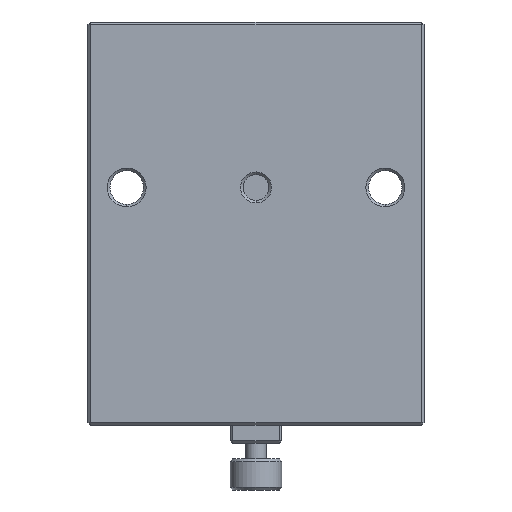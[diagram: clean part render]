
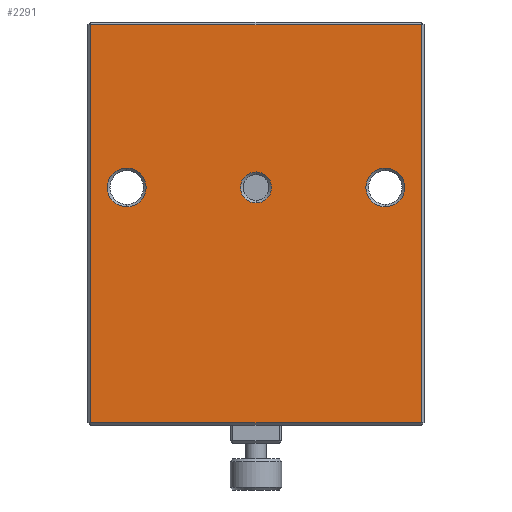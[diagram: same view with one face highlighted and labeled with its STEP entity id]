
A CAD part, front view. The second image highlights one B-rep face of the part: STEP entity #2291.
In plain terms, the highlighted planar face has unit normal (0, -1, 0).
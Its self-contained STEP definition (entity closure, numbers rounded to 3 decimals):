
#7 = CARTESIAN_POINT ( 'NONE',  ( -32.5, 0., 39. ) ) ;
#11 = DIRECTION ( 'NONE',  ( 0., 0., -1. ) ) ;
#77 = DIRECTION ( 'NONE',  ( 0., 1., 0. ) ) ;
#115 = CARTESIAN_POINT ( 'NONE',  ( 25., 0., 10.75 ) ) ;
#142 = AXIS2_PLACEMENT_3D ( 'NONE', #2330, #2346, #2369 ) ;
#143 = CIRCLE ( 'NONE', #142, 3.75 ) ;
#149 = EDGE_CURVE ( 'NONE', #1178, #2059, #3016, .T. ) ;
#173 = AXIS2_PLACEMENT_3D ( 'NONE', #7, #1423, #1210 ) ;
#191 = ORIENTED_EDGE ( 'NONE', *, *, #2558, .T. ) ;
#226 = VERTEX_POINT ( 'NONE', #3334 ) ;
#320 = EDGE_LOOP ( 'NONE', ( #2200, #772, #3254, #2704 ) ) ;
#377 = VECTOR ( 'NONE', #3488, 1000. ) ;
#404 = ORIENTED_EDGE ( 'NONE', *, *, #2097, .T. ) ;
#454 = VERTEX_POINT ( 'NONE', #3470 ) ;
#607 = FACE_BOUND ( 'NONE', #3411, .T. ) ;
#611 = AXIS2_PLACEMENT_3D ( 'NONE', #2759, #2768, #2796 ) ;
#664 = AXIS2_PLACEMENT_3D ( 'NONE', #3507, #1734, #11 ) ;
#772 = ORIENTED_EDGE ( 'NONE', *, *, #3358, .T. ) ;
#837 = CARTESIAN_POINT ( 'NONE',  ( -32.5, 0., 38.5 ) ) ;
#915 = CARTESIAN_POINT ( 'NONE',  ( 32., 0., -38.5 ) ) ;
#918 = VECTOR ( 'NONE', #2628, 1000. ) ;
#1172 = ORIENTED_EDGE ( 'NONE', *, *, #2293, .T. ) ;
#1174 = EDGE_CURVE ( 'NONE', #3433, #1881, #143, .T. ) ;
#1178 = VERTEX_POINT ( 'NONE', #2155 ) ;
#1199 = AXIS2_PLACEMENT_3D ( 'NONE', #2965, #2985, #3008 ) ;
#1209 = EDGE_LOOP ( 'NONE', ( #191, #1172 ) ) ;
#1210 = DIRECTION ( 'NONE',  ( 0., 0., -1. ) ) ;
#1286 = LINE ( 'NONE', #1420, #1369 ) ;
#1332 = CARTESIAN_POINT ( 'NONE',  ( -25., 0., 10.75 ) ) ;
#1354 = VERTEX_POINT ( 'NONE', #3603 ) ;
#1367 = FACE_BOUND ( 'NONE', #2428, .T. ) ;
#1369 = VECTOR ( 'NONE', #1406, 1000. ) ;
#1406 = DIRECTION ( 'NONE',  ( 0., 0., -1. ) ) ;
#1420 = CARTESIAN_POINT ( 'NONE',  ( -32., 0., -39. ) ) ;
#1423 = DIRECTION ( 'NONE',  ( 0., -1., 0. ) ) ;
#1590 = ORIENTED_EDGE ( 'NONE', *, *, #2678, .T. ) ;
#1715 = VERTEX_POINT ( 'NONE', #115 ) ;
#1734 = DIRECTION ( 'NONE',  ( 0., 1., 0. ) ) ;
#1802 = PLANE ( 'NONE',  #173 ) ;
#1807 = CARTESIAN_POINT ( 'NONE',  ( -25., 0., 7. ) ) ;
#1881 = VERTEX_POINT ( 'NONE', #1332 ) ;
#1895 = EDGE_CURVE ( 'NONE', #2641, #226, #1286, .T. ) ;
#2027 = CIRCLE ( 'NONE', #1199, 3. ) ;
#2059 = VERTEX_POINT ( 'NONE', #2511 ) ;
#2097 = EDGE_CURVE ( 'NONE', #2059, #1178, #2027, .T. ) ;
#2104 = DIRECTION ( 'NONE',  ( 0., 0., -1. ) ) ;
#2121 = CIRCLE ( 'NONE', #664, 3.75 ) ;
#2155 = CARTESIAN_POINT ( 'NONE',  ( 0., 0., 4. ) ) ;
#2168 = FACE_BOUND ( 'NONE', #1209, .T. ) ;
#2200 = ORIENTED_EDGE ( 'NONE', *, *, #1895, .T. ) ;
#2247 = DIRECTION ( 'NONE',  ( 0., 0., -1. ) ) ;
#2291 = ADVANCED_FACE ( 'NONE', ( #607, #2168, #1367, #2942 ), #1802, .T. ) ;
#2293 = EDGE_CURVE ( 'NONE', #1715, #1354, #2855, .T. ) ;
#2294 = DIRECTION ( 'NONE',  ( 0., 0., 1. ) ) ;
#2325 = VERTEX_POINT ( 'NONE', #915 ) ;
#2330 = CARTESIAN_POINT ( 'NONE',  ( -25., 0., 7. ) ) ;
#2341 = CARTESIAN_POINT ( 'NONE',  ( -32.5, 0., -38.5 ) ) ;
#2342 = LINE ( 'NONE', #3463, #3643 ) ;
#2345 = CIRCLE ( 'NONE', #3234, 3.75 ) ;
#2346 = DIRECTION ( 'NONE',  ( 0., 1., 0. ) ) ;
#2369 = DIRECTION ( 'NONE',  ( 0., 0., -1. ) ) ;
#2428 = EDGE_LOOP ( 'NONE', ( #3591, #404 ) ) ;
#2471 = LINE ( 'NONE', #2341, #918 ) ;
#2497 = DIRECTION ( 'NONE',  ( 0., 1., 0. ) ) ;
#2511 = CARTESIAN_POINT ( 'NONE',  ( 0., 0., 10. ) ) ;
#2558 = EDGE_CURVE ( 'NONE', #1354, #1715, #2121, .T. ) ;
#2628 = DIRECTION ( 'NONE',  ( 1., 0., 0. ) ) ;
#2641 = VERTEX_POINT ( 'NONE', #2642 ) ;
#2642 = CARTESIAN_POINT ( 'NONE',  ( -32., 0., 38.5 ) ) ;
#2678 = EDGE_CURVE ( 'NONE', #1881, #3433, #2345, .T. ) ;
#2704 = ORIENTED_EDGE ( 'NONE', *, *, #3109, .T. ) ;
#2759 = CARTESIAN_POINT ( 'NONE',  ( 0., 0., 7. ) ) ;
#2768 = DIRECTION ( 'NONE',  ( 0., 1., 0. ) ) ;
#2796 = DIRECTION ( 'NONE',  ( 0., 0., -1. ) ) ;
#2828 = ORIENTED_EDGE ( 'NONE', *, *, #1174, .T. ) ;
#2855 = CIRCLE ( 'NONE', #3780, 3.75 ) ;
#2942 = FACE_OUTER_BOUND ( 'NONE', #320, .T. ) ;
#2965 = CARTESIAN_POINT ( 'NONE',  ( 0., 0., 7. ) ) ;
#2985 = DIRECTION ( 'NONE',  ( 0., 1., 0. ) ) ;
#3008 = DIRECTION ( 'NONE',  ( 0., 0., -1. ) ) ;
#3016 = CIRCLE ( 'NONE', #611, 3. ) ;
#3109 = EDGE_CURVE ( 'NONE', #454, #2641, #3496, .T. ) ;
#3130 = CARTESIAN_POINT ( 'NONE',  ( 25., 0., 7. ) ) ;
#3233 = EDGE_CURVE ( 'NONE', #2325, #454, #2342, .T. ) ;
#3234 = AXIS2_PLACEMENT_3D ( 'NONE', #1807, #77, #2104 ) ;
#3254 = ORIENTED_EDGE ( 'NONE', *, *, #3233, .T. ) ;
#3275 = CARTESIAN_POINT ( 'NONE',  ( -25., 0., 3.25 ) ) ;
#3334 = CARTESIAN_POINT ( 'NONE',  ( -32., 0., -38.5 ) ) ;
#3358 = EDGE_CURVE ( 'NONE', #226, #2325, #2471, .T. ) ;
#3411 = EDGE_LOOP ( 'NONE', ( #2828, #1590 ) ) ;
#3433 = VERTEX_POINT ( 'NONE', #3275 ) ;
#3463 = CARTESIAN_POINT ( 'NONE',  ( 32., 0., 39. ) ) ;
#3470 = CARTESIAN_POINT ( 'NONE',  ( 32., 0., 38.5 ) ) ;
#3488 = DIRECTION ( 'NONE',  ( -1., 0., 0. ) ) ;
#3496 = LINE ( 'NONE', #837, #377 ) ;
#3507 = CARTESIAN_POINT ( 'NONE',  ( 25., 0., 7. ) ) ;
#3591 = ORIENTED_EDGE ( 'NONE', *, *, #149, .T. ) ;
#3603 = CARTESIAN_POINT ( 'NONE',  ( 25., 0., 3.25 ) ) ;
#3643 = VECTOR ( 'NONE', #2294, 1000. ) ;
#3780 = AXIS2_PLACEMENT_3D ( 'NONE', #3130, #2497, #2247 ) ;
